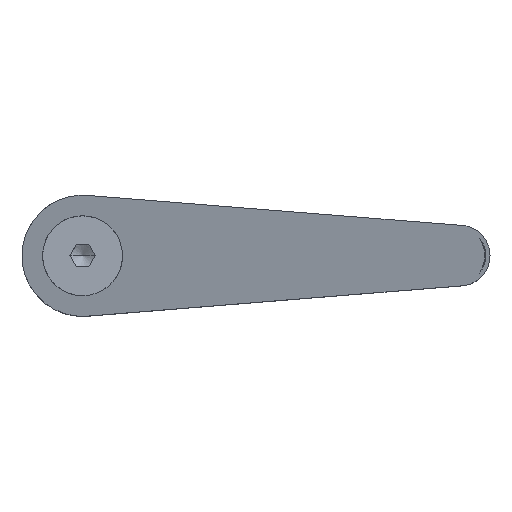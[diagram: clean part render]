
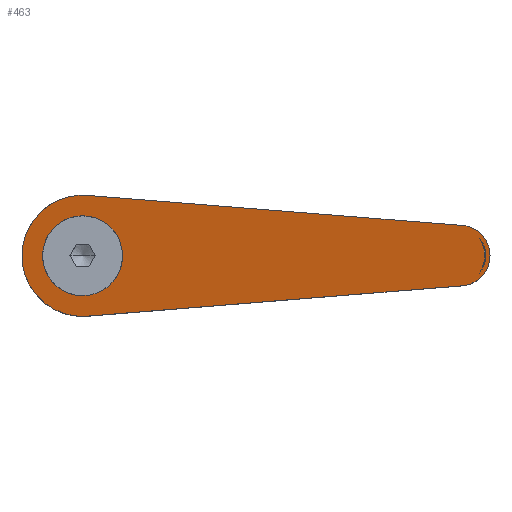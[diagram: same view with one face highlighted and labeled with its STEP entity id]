
A CAD part, top view. The second image highlights one B-rep face of the part: STEP entity #463.
In plain terms, the highlighted planar face has unit normal (-0.259, 0, 0.966).
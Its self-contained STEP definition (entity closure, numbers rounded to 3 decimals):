
#211=EDGE_CURVE('',#453,#245,#567,.T.);
#245=VERTEX_POINT('',#605);
#249=VERTEX_POINT('',#610);
#303=EDGE_CURVE('',#501,#497,#668,.T.);
#317=EDGE_CURVE('',#363,#447,#683,.T.);
#319=EDGE_CURVE('',#327,#363,#685,.T.);
#327=VERTEX_POINT('',#695);
#355=EDGE_CURVE('',#501,#497,#724,.T.);
#363=VERTEX_POINT('',#733);
#379=EDGE_CURVE('',#245,#425,#749,.T.);
#393=EDGE_CURVE('',#425,#453,#765,.T.);
#425=VERTEX_POINT('',#806);
#447=VERTEX_POINT('',#829);
#453=VERTEX_POINT('',#836);
#463=ADVANCED_FACE('',(#847,#848,#849),#850,.F.);
#481=EDGE_CURVE('',#447,#249,#871,.T.);
#485=EDGE_CURVE('',#249,#523,#876,.T.);
#497=VERTEX_POINT('',#888);
#501=VERTEX_POINT('',#892);
#515=EDGE_CURVE('',#523,#327,#908,.T.);
#523=VERTEX_POINT('',#917);
#567=ELLIPSE('',#959,7.506,7.25);
#605=CARTESIAN_POINT('',(0.,7.25,32.85));
#610=CARTESIAN_POINT('',(68.942,-5.482,51.34));
#668=ELLIPSE('',#1100,4.918,4.75);
#683=ELLIPSE('',#1128,11.389,11.0);
#685=ELLIPSE('',#1131,11.389,11.0);
#695=CARTESIAN_POINT('',(0.883,10.964,33.087));
#724=CIRCLE('',#1191,5.354);
#733=CARTESIAN_POINT('',(-11.0,0.,29.9));
#749=ELLIPSE('',#1242,7.506,7.25);
#765=ELLIPSE('',#1297,7.506,7.25);
#806=CARTESIAN_POINT('',(-0.793,7.207,32.638));
#829=CARTESIAN_POINT('',(0.883,-10.964,33.087));
#836=CARTESIAN_POINT('',(0.,-7.25,32.85));
#847=FACE_BOUND('',#1413,.T.);
#848=FACE_OUTER_BOUND('',#1414,.T.);
#849=FACE_BOUND('',#1415,.T.);
#850=PLANE('',#1416);
#871=LINE('',#1442,#1443);
#876=ELLIPSE('',#1449,5.694,5.5);
#888=CARTESIAN_POINT('',(72.044,-3.163,52.173));
#892=CARTESIAN_POINT('',(72.044,3.163,52.173));
#908=LINE('',#1494,#1495);
#917=CARTESIAN_POINT('',(68.942,5.482,51.34));
#959=AXIS2_PLACEMENT_3D('',#1552,#1553,#1554);
#1100=AXIS2_PLACEMENT_3D('',#1658,#1659,#1660);
#1128=AXIS2_PLACEMENT_3D('',#1672,#1673,#1674);
#1131=AXIS2_PLACEMENT_3D('',#1675,#1676,#1677);
#1191=AXIS2_PLACEMENT_3D('',#1714,#1715,#1716);
#1242=AXIS2_PLACEMENT_3D('',#1730,#1731,#1732);
#1297=AXIS2_PLACEMENT_3D('',#1755,#1756,#1757);
#1413=EDGE_LOOP('',(#1860,#1861));
#1414=EDGE_LOOP('',(#1862,#1863,#1864,#1865,#1866));
#1415=EDGE_LOOP('',(#1867,#1868,#1869));
#1416=AXIS2_PLACEMENT_3D('',#1870,#1871,#1872);
#1442=CARTESIAN_POINT('',(71.308,-5.292,51.975));
#1443=VECTOR('',#1903,1.0);
#1449=AXIS2_PLACEMENT_3D('',#1914,#1915,#1916);
#1494=CARTESIAN_POINT('',(39.549,7.85,43.457));
#1495=VECTOR('',#1939,1.0);
#1552=CARTESIAN_POINT('',(0.,0.,32.85));
#1553=DIRECTION('',(-0.259,0.,0.966));
#1554=DIRECTION('',(-0.966,0.0,-0.259));
#1658=CARTESIAN_POINT('',(68.5,0.,51.222));
#1659=DIRECTION('',(0.259,0.,-0.966));
#1660=DIRECTION('',(0.966,0.,0.259));
#1672=CARTESIAN_POINT('',(0.,0.,32.85));
#1673=DIRECTION('',(-0.259,0.,0.966));
#1674=DIRECTION('',(-0.966,0.,-0.259));
#1675=CARTESIAN_POINT('',(0.,0.,32.85));
#1676=DIRECTION('',(-0.259,0.,0.966));
#1677=DIRECTION('',(-0.966,0.,-0.259));
#1714=CARTESIAN_POINT('',(67.871,0.,51.053));
#1715=DIRECTION('',(0.259,0.,-0.966));
#1716=DIRECTION('',(0.076,0.997,0.02));
#1730=CARTESIAN_POINT('',(0.,0.,32.85));
#1731=DIRECTION('',(-0.259,0.,0.966));
#1732=DIRECTION('',(-0.966,0.0,-0.259));
#1755=CARTESIAN_POINT('',(0.,0.,32.85));
#1756=DIRECTION('',(-0.259,0.,0.966));
#1757=DIRECTION('',(-0.966,0.0,-0.259));
#1860=ORIENTED_EDGE('',*,*,#355,.F.);
#1861=ORIENTED_EDGE('',*,*,#303,.T.);
#1862=ORIENTED_EDGE('',*,*,#319,.T.);
#1863=ORIENTED_EDGE('',*,*,#317,.T.);
#1864=ORIENTED_EDGE('',*,*,#481,.T.);
#1865=ORIENTED_EDGE('',*,*,#485,.T.);
#1866=ORIENTED_EDGE('',*,*,#515,.T.);
#1867=ORIENTED_EDGE('',*,*,#393,.F.);
#1868=ORIENTED_EDGE('',*,*,#379,.F.);
#1869=ORIENTED_EDGE('',*,*,#211,.F.);
#1870=CARTESIAN_POINT('',(32.838,0.,41.658));
#1871=DIRECTION('',(0.259,0.,-0.966));
#1872=DIRECTION('',(0.25,0.966,0.067));
#1903=DIRECTION('',(0.963,0.078,0.258));
#1914=CARTESIAN_POINT('',(68.5,0.,51.222));
#1915=DIRECTION('',(-0.259,0.,0.966));
#1916=DIRECTION('',(0.966,0.,0.259));
#1939=DIRECTION('',(-0.963,0.078,-0.258));
